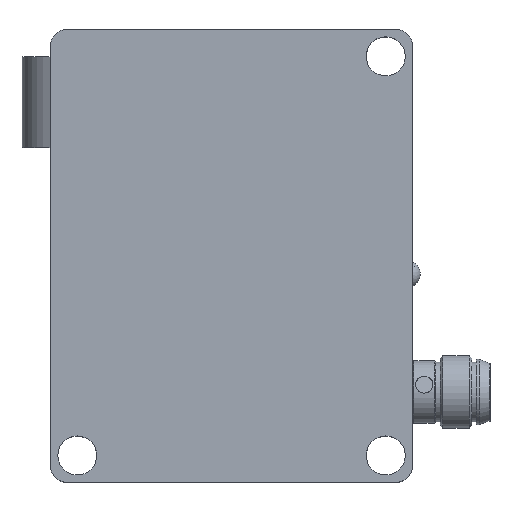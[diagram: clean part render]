
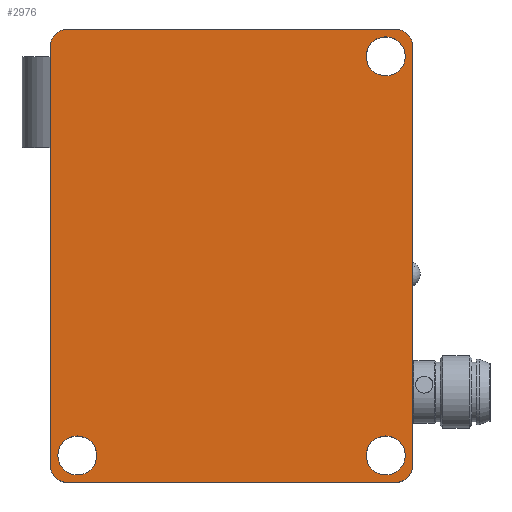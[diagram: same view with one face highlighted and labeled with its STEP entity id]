
A CAD part, top view. The second image highlights one B-rep face of the part: STEP entity #2976.
In plain terms, the highlighted planar face has unit normal (0, 0, 1).
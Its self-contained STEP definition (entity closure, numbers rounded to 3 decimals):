
#205=LINE('',#5098,#377);
#206=LINE('',#5102,#378);
#207=LINE('',#5106,#379);
#208=LINE('',#5109,#380);
#377=VECTOR('',#4067,36.);
#378=VECTOR('',#4070,46.);
#379=VECTOR('',#4073,36.);
#380=VECTOR('',#4076,46.);
#492=PLANE('',#3299);
#566=FACE_BOUND('',#974,.T.);
#567=FACE_BOUND('',#975,.T.);
#568=FACE_BOUND('',#976,.T.);
#728=FACE_OUTER_BOUND('',#973,.T.);
#973=EDGE_LOOP('',(#2370,#2371,#2372,#2373,#2374,#2375,#2376,#2377));
#974=EDGE_LOOP('',(#2378));
#975=EDGE_LOOP('',(#2379));
#976=EDGE_LOOP('',(#2380));
#1161=CIRCLE('',#3297,2.);
#1163=CIRCLE('',#3300,2.);
#1164=CIRCLE('',#3301,2.);
#1165=CIRCLE('',#3302,2.);
#1166=CIRCLE('',#3303,2.15);
#1167=CIRCLE('',#3304,2.15);
#1168=CIRCLE('',#3305,2.15);
#1398=VERTEX_POINT('',#5088);
#1399=VERTEX_POINT('',#5089);
#1402=VERTEX_POINT('',#5097);
#1403=VERTEX_POINT('',#5099);
#1404=VERTEX_POINT('',#5101);
#1405=VERTEX_POINT('',#5103);
#1406=VERTEX_POINT('',#5105);
#1407=VERTEX_POINT('',#5107);
#1408=VERTEX_POINT('',#5110);
#1409=VERTEX_POINT('',#5112);
#1410=VERTEX_POINT('',#5114);
#1737=EDGE_CURVE('',#1398,#1399,#1161,.T.);
#1741=EDGE_CURVE('',#1402,#1398,#205,.T.);
#1742=EDGE_CURVE('',#1403,#1402,#1163,.T.);
#1743=EDGE_CURVE('',#1404,#1403,#206,.T.);
#1744=EDGE_CURVE('',#1405,#1404,#1164,.T.);
#1745=EDGE_CURVE('',#1406,#1405,#207,.T.);
#1746=EDGE_CURVE('',#1407,#1406,#1165,.T.);
#1747=EDGE_CURVE('',#1399,#1407,#208,.T.);
#1748=EDGE_CURVE('',#1408,#1408,#1166,.T.);
#1749=EDGE_CURVE('',#1409,#1409,#1167,.T.);
#1750=EDGE_CURVE('',#1410,#1410,#1168,.T.);
#2370=ORIENTED_EDGE('',*,*,#1737,.F.);
#2371=ORIENTED_EDGE('',*,*,#1741,.F.);
#2372=ORIENTED_EDGE('',*,*,#1742,.F.);
#2373=ORIENTED_EDGE('',*,*,#1743,.F.);
#2374=ORIENTED_EDGE('',*,*,#1744,.F.);
#2375=ORIENTED_EDGE('',*,*,#1745,.F.);
#2376=ORIENTED_EDGE('',*,*,#1746,.F.);
#2377=ORIENTED_EDGE('',*,*,#1747,.F.);
#2378=ORIENTED_EDGE('',*,*,#1748,.T.);
#2379=ORIENTED_EDGE('',*,*,#1749,.T.);
#2380=ORIENTED_EDGE('',*,*,#1750,.T.);
#2976=ADVANCED_FACE('',(#728,#566,#567,#568),#492,.T.);
#3297=AXIS2_PLACEMENT_3D('',#5090,#4059,#4060);
#3299=AXIS2_PLACEMENT_3D('',#5096,#4065,#4066);
#3300=AXIS2_PLACEMENT_3D('',#5100,#4068,#4069);
#3301=AXIS2_PLACEMENT_3D('',#5104,#4071,#4072);
#3302=AXIS2_PLACEMENT_3D('',#5108,#4074,#4075);
#3303=AXIS2_PLACEMENT_3D('',#5111,#4077,#4078);
#3304=AXIS2_PLACEMENT_3D('',#5113,#4079,#4080);
#3305=AXIS2_PLACEMENT_3D('',#5115,#4081,#4082);
#4059=DIRECTION('center_axis',(0.,0.,-1.));
#4060=DIRECTION('ref_axis',(0.707,0.707,0.));
#4065=DIRECTION('center_axis',(0.,0.,1.));
#4066=DIRECTION('ref_axis',(1.,0.,0.));
#4067=DIRECTION('',(1.,0.,0.));
#4068=DIRECTION('center_axis',(0.,0.,-1.));
#4069=DIRECTION('ref_axis',(-0.707,0.707,0.));
#4070=DIRECTION('',(0.,1.,0.));
#4071=DIRECTION('center_axis',(0.,0.,-1.));
#4072=DIRECTION('ref_axis',(-0.707,-0.707,0.));
#4073=DIRECTION('',(-1.,0.,0.));
#4074=DIRECTION('center_axis',(0.,0.,-1.));
#4075=DIRECTION('ref_axis',(0.707,-0.707,0.));
#4076=DIRECTION('',(0.,-1.,0.));
#4077=DIRECTION('center_axis',(0.,0.,-1.));
#4078=DIRECTION('ref_axis',(-1.,0.,0.));
#4079=DIRECTION('center_axis',(0.,0.,-1.));
#4080=DIRECTION('ref_axis',(-1.,0.,0.));
#4081=DIRECTION('center_axis',(0.,0.,-1.));
#4082=DIRECTION('ref_axis',(-1.,0.,0.));
#5088=CARTESIAN_POINT('',(38.,50.,15.));
#5089=CARTESIAN_POINT('',(40.,48.,15.));
#5090=CARTESIAN_POINT('Origin',(38.,48.,15.));
#5096=CARTESIAN_POINT('Origin',(20.,25.,15.));
#5097=CARTESIAN_POINT('',(2.,50.,15.));
#5098=CARTESIAN_POINT('',(40.,50.,15.));
#5099=CARTESIAN_POINT('',(0.,48.,15.));
#5100=CARTESIAN_POINT('Origin',(2.,48.,15.));
#5101=CARTESIAN_POINT('',(0.,2.,15.));
#5102=CARTESIAN_POINT('',(0.,50.,15.));
#5103=CARTESIAN_POINT('',(2.,0.,15.));
#5104=CARTESIAN_POINT('Origin',(2.,2.,15.));
#5105=CARTESIAN_POINT('',(38.,0.,15.));
#5106=CARTESIAN_POINT('',(0.,0.,15.));
#5107=CARTESIAN_POINT('',(40.,2.,15.));
#5108=CARTESIAN_POINT('Origin',(38.,2.,15.));
#5109=CARTESIAN_POINT('',(40.,0.,15.));
#5110=CARTESIAN_POINT('',(39.15,3.,15.));
#5111=CARTESIAN_POINT('Origin',(37.,3.,15.));
#5112=CARTESIAN_POINT('',(5.15,3.,15.));
#5113=CARTESIAN_POINT('Origin',(3.,3.,15.));
#5114=CARTESIAN_POINT('',(39.15,47.,15.));
#5115=CARTESIAN_POINT('Origin',(37.,47.,15.));
